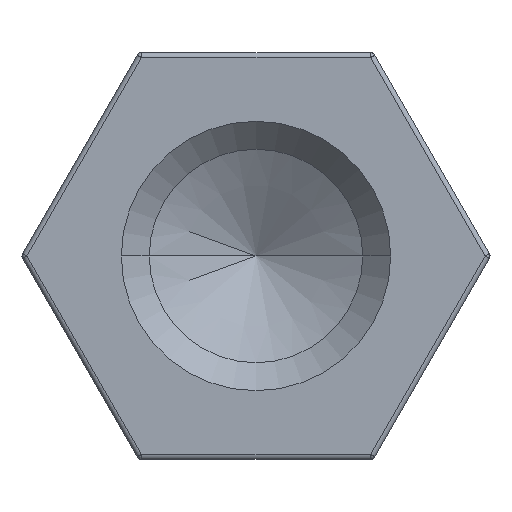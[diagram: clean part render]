
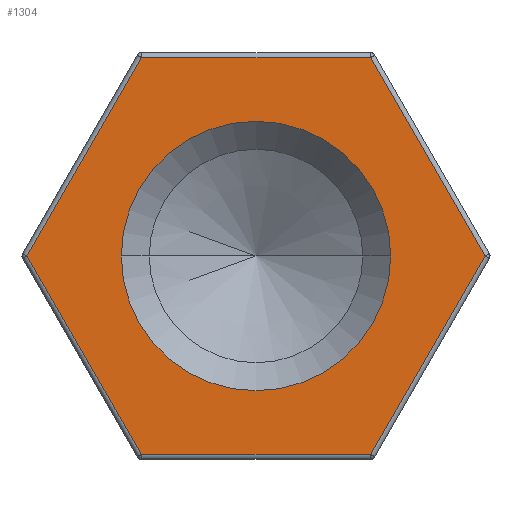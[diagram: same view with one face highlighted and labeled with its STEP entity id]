
A CAD part, left-side view. The second image highlights one B-rep face of the part: STEP entity #1304.
In plain terms, the highlighted planar face has unit normal (-1, 0, 0).
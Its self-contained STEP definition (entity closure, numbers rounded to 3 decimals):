
#8 = EDGE_CURVE ( 'NONE', #946, #279, #166, .T. ) ;
#37 = DIRECTION ( 'NONE',  ( 0., -0.5, -0.866 ) ) ;
#40 = CARTESIAN_POINT ( 'NONE',  ( 0., 3.377, -1.95 ) ) ;
#53 = DIRECTION ( 'NONE',  ( 0., 0.5, 0.866 ) ) ;
#67 = CARTESIAN_POINT ( 'NONE',  ( 0., 2.252, -3.9 ) ) ;
#110 = CARTESIAN_POINT ( 'NONE',  ( 0., 0., 3.9 ) ) ;
#126 = EDGE_CURVE ( 'NONE', #744, #1356, #977, .T. ) ;
#131 = EDGE_CURVE ( 'NONE', #409, #744, #1118, .T. ) ;
#133 = EDGE_CURVE ( 'NONE', #1356, #310, #1262, .T. ) ;
#137 = EDGE_CURVE ( 'NONE', #299, #409, #874, .T. ) ;
#145 = EDGE_CURVE ( 'NONE', #279, #946, #468, .T. ) ;
#166 = CIRCLE ( 'NONE', #1420, 2.65 ) ;
#229 = ORIENTED_EDGE ( 'NONE', *, *, #145, .T. ) ;
#269 = EDGE_CURVE ( 'NONE', #310, #834, #521, .T. ) ;
#275 = EDGE_CURVE ( 'NONE', #834, #299, #1000, .T. ) ;
#279 = VERTEX_POINT ( 'NONE', #676 ) ;
#282 = ORIENTED_EDGE ( 'NONE', *, *, #133, .T. ) ;
#299 = VERTEX_POINT ( 'NONE', #407 ) ;
#310 = VERTEX_POINT ( 'NONE', #67 ) ;
#313 = DIRECTION ( 'NONE',  ( 1., 0., 0. ) ) ;
#342 = ORIENTED_EDGE ( 'NONE', *, *, #137, .T. ) ;
#355 = CARTESIAN_POINT ( 'NONE',  ( 0., 2.252, 3.9 ) ) ;
#366 = CARTESIAN_POINT ( 'NONE',  ( 0., -2.65, 0. ) ) ;
#397 = VECTOR ( 'NONE', #37, 1000. ) ;
#402 = DIRECTION ( 'NONE',  ( 0., 1., 0. ) ) ;
#407 = CARTESIAN_POINT ( 'NONE',  ( 0., -4.503, 0. ) ) ;
#409 = VERTEX_POINT ( 'NONE', #884 ) ;
#415 = CARTESIAN_POINT ( 'NONE',  ( 0., 0., 0. ) ) ;
#452 = ORIENTED_EDGE ( 'NONE', *, *, #8, .T. ) ;
#468 = CIRCLE ( 'NONE', #1435, 2.65 ) ;
#492 = DIRECTION ( 'NONE',  ( 0., 0.5, -0.866 ) ) ;
#500 = CARTESIAN_POINT ( 'NONE',  ( 0., 3.377, 1.95 ) ) ;
#509 = ORIENTED_EDGE ( 'NONE', *, *, #269, .T. ) ;
#521 = LINE ( 'NONE', #745, #1422 ) ;
#527 = DIRECTION ( 'NONE',  ( 0., -1., 0. ) ) ;
#528 = DIRECTION ( 'NONE',  ( 0., -0.5, 0.866 ) ) ;
#559 = ORIENTED_EDGE ( 'NONE', *, *, #131, .T. ) ;
#595 = AXIS2_PLACEMENT_3D ( 'NONE', #801, #1269, #1433 ) ;
#602 = EDGE_LOOP ( 'NONE', ( #229, #452 ) ) ;
#676 = CARTESIAN_POINT ( 'NONE',  ( 0., 2.65, 0. ) ) ;
#744 = VERTEX_POINT ( 'NONE', #355 ) ;
#745 = CARTESIAN_POINT ( 'NONE',  ( 0., 0., -3.9 ) ) ;
#759 = ORIENTED_EDGE ( 'NONE', *, *, #275, .T. ) ;
#785 = ORIENTED_EDGE ( 'NONE', *, *, #126, .T. ) ;
#789 = CARTESIAN_POINT ( 'NONE',  ( 0., -3.377, -1.95 ) ) ;
#801 = CARTESIAN_POINT ( 'NONE',  ( 0., 0., 0. ) ) ;
#814 = CARTESIAN_POINT ( 'NONE',  ( 0., 4.503, 0. ) ) ;
#834 = VERTEX_POINT ( 'NONE', #1306 ) ;
#874 = LINE ( 'NONE', #1203, #1241 ) ;
#884 = CARTESIAN_POINT ( 'NONE',  ( 0., -2.252, 3.9 ) ) ;
#946 = VERTEX_POINT ( 'NONE', #366 ) ;
#967 = FACE_OUTER_BOUND ( 'NONE', #1142, .T. ) ;
#977 = LINE ( 'NONE', #500, #1407 ) ;
#1000 = LINE ( 'NONE', #789, #1156 ) ;
#1101 = VECTOR ( 'NONE', #1228, 1000. ) ;
#1118 = LINE ( 'NONE', #110, #1101 ) ;
#1142 = EDGE_LOOP ( 'NONE', ( #342, #559, #785, #282, #509, #759 ) ) ;
#1152 = DIRECTION ( 'NONE',  ( 0., 1., 0. ) ) ;
#1156 = VECTOR ( 'NONE', #528, 1000. ) ;
#1161 = DIRECTION ( 'NONE',  ( 1., 0., 0. ) ) ;
#1163 = CARTESIAN_POINT ( 'NONE',  ( 0., 0., 0. ) ) ;
#1203 = CARTESIAN_POINT ( 'NONE',  ( 0., -3.377, 1.95 ) ) ;
#1228 = DIRECTION ( 'NONE',  ( 0., 1., 0. ) ) ;
#1241 = VECTOR ( 'NONE', #53, 1000. ) ;
#1262 = LINE ( 'NONE', #40, #397 ) ;
#1269 = DIRECTION ( 'NONE',  ( 1., 0., 0. ) ) ;
#1304 = ADVANCED_FACE ( 'NONE', ( #967, #1415 ), #1384, .F. ) ;
#1306 = CARTESIAN_POINT ( 'NONE',  ( 0., -2.252, -3.9 ) ) ;
#1356 = VERTEX_POINT ( 'NONE', #814 ) ;
#1384 = PLANE ( 'NONE',  #595 ) ;
#1407 = VECTOR ( 'NONE', #492, 1000. ) ;
#1415 = FACE_BOUND ( 'NONE', #602, .T. ) ;
#1420 = AXIS2_PLACEMENT_3D ( 'NONE', #415, #313, #402 ) ;
#1422 = VECTOR ( 'NONE', #527, 1000. ) ;
#1433 = DIRECTION ( 'NONE',  ( 0., 1., 0. ) ) ;
#1435 = AXIS2_PLACEMENT_3D ( 'NONE', #1163, #1161, #1152 ) ;
